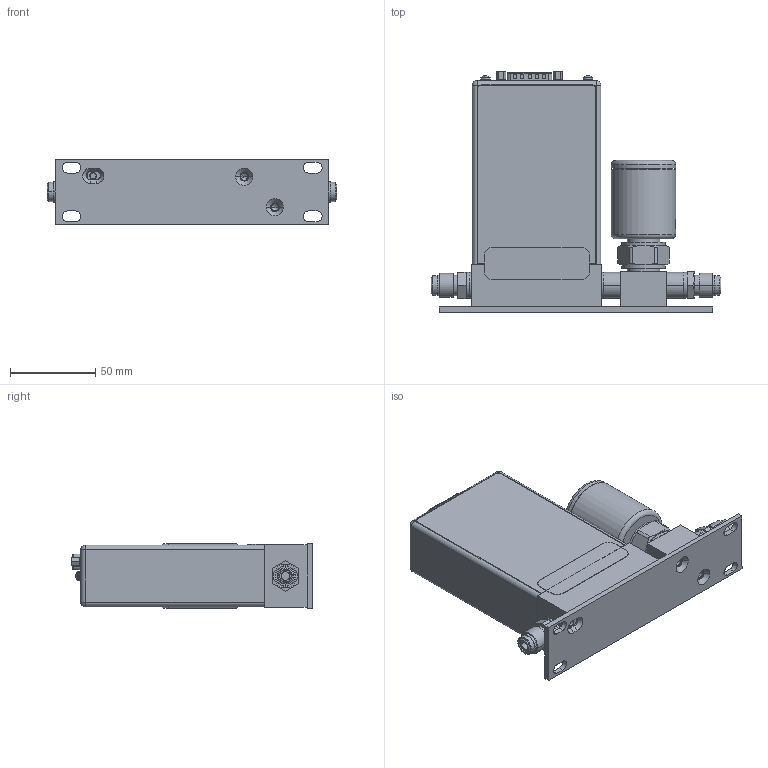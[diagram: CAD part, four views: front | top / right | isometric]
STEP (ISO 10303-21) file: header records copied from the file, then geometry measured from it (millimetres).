
FILE_DESCRIPTION((''),'2;1');
FILE_NAME('1040814_NO_OUTLET_CONN_ASM','2012-08-30T',('cockrofm'),('MKS Instruments, Inc.'),'PRO/ENGINEER BY PARAMETRIC TECHNOLOGY CORPORATION, 2009060','PRO/ENGINEER BY PARAMETRIC TECHNOLOGY CORPORATION, 2009060','');
FILE_SCHEMA(('CONFIG_CONTROL_DESIGN'));
Length unit declared in the file: inch
Products named in the file (16): 118253_DUMMY; 116407-P1; 1042639-001_FRT; 122676; 117328-G1_ASM; 1046138-002; 1048317_REAR_LABEL; 1011702-002_4-40_PAN-HD-SEMS; 1048315-002; 171-015-113; 1038688_CONN_RJ45; 1016309-003; 116653-P1_FULL-VALVE; 116475_FTG-4VCR-PLUG; 119000_MNTG-PLATE; 1040814_NO_OUTLET_CONN_ASM
Assembly tree (17 placements, depth 2):
  1040814_NO_OUTLET_CONN_ASM
    118253_DUMMY
    116407-P1
    1042639-001_FRT
    122676
    117328-G1_ASM
    1046138-002
    1048317_REAR_LABEL
    1011702-002_4-40_PAN-HD-SEMS  x2
    1048315-002
    171-015-113
    1038688_CONN_RJ45
    1016309-003  x2
    116653-P1_FULL-VALVE
    116475_FTG-4VCR-PLUG
    119000_MNTG-PLATE
Bounding box: 170.31 x 141.53 x 38.11 mm (x, y, z)
Volume: 199901.1 mm3; surface area: 137447.7 mm2
Topology: 16 solids, 20 shells, 960 faces, 2213 edges, 1406 vertices
Faces by surface type: plane 427, cylinder 351, cone 52, bspline 49, torus 37, extrusion 32, sphere 12
Entity records: 26943 total; most frequent: CARTESIAN_POINT 6705, DIRECTION 4290, ORIENTED_EDGE 3930, EDGE_CURVE 1971, AXIS2_PLACEMENT_3D 1613, VERTEX_POINT 1267, VECTOR 1064, LINE 1032
